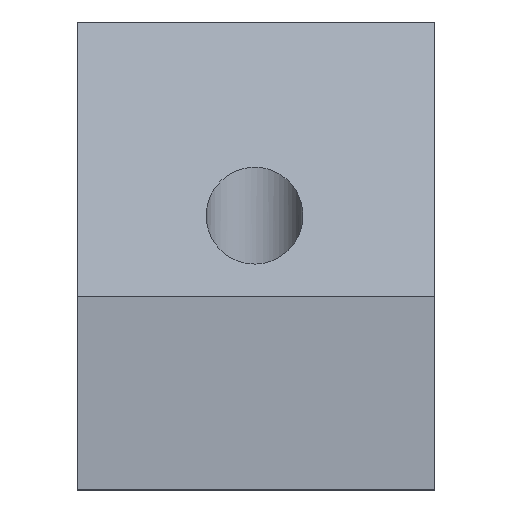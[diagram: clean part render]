
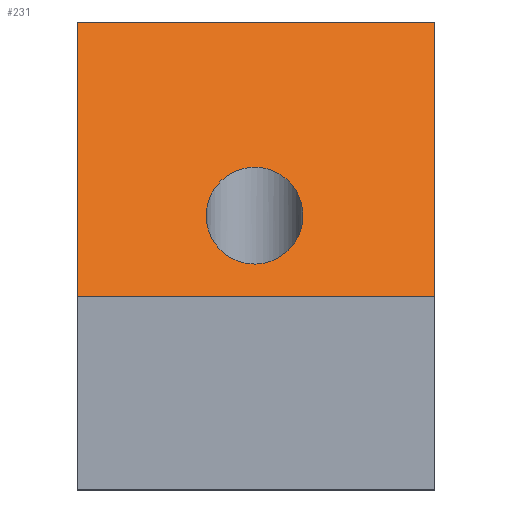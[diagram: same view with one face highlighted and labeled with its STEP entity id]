
A CAD part, left-side view. The second image highlights one B-rep face of the part: STEP entity #231.
In plain terms, the highlighted planar face has unit normal (-0.707, 0, 0.707).
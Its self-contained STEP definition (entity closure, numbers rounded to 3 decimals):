
#19=ELLIPSE('',#263,4.243,3.);
#23=FACE_BOUND('',#52,.T.);
#36=FACE_OUTER_BOUND('',#51,.T.);
#51=EDGE_LOOP('',(#197,#198,#199,#200));
#52=EDGE_LOOP('',(#201));
#69=LINE('',#364,#93);
#74=LINE('',#376,#98);
#76=LINE('',#381,#100);
#78=LINE('',#385,#102);
#93=VECTOR('',#294,10.);
#98=VECTOR('',#307,10.);
#100=VECTOR('',#313,10.);
#102=VECTOR('',#319,10.);
#117=VERTEX_POINT('',#361);
#118=VERTEX_POINT('',#363);
#121=VERTEX_POINT('',#374);
#122=VERTEX_POINT('',#379);
#123=VERTEX_POINT('',#386);
#139=EDGE_CURVE('',#118,#117,#69,.T.);
#146=EDGE_CURVE('',#117,#121,#74,.T.);
#149=EDGE_CURVE('',#121,#122,#76,.T.);
#151=EDGE_CURVE('',#122,#118,#78,.T.);
#152=EDGE_CURVE('',#123,#123,#19,.T.);
#197=ORIENTED_EDGE('',*,*,#149,.T.);
#198=ORIENTED_EDGE('',*,*,#151,.T.);
#199=ORIENTED_EDGE('',*,*,#139,.T.);
#200=ORIENTED_EDGE('',*,*,#146,.T.);
#201=ORIENTED_EDGE('',*,*,#152,.T.);
#221=PLANE('',#262);
#231=ADVANCED_FACE('',(#36,#23),#221,.T.);
#262=AXIS2_PLACEMENT_3D('',#384,#317,#318);
#263=AXIS2_PLACEMENT_3D('',#387,#320,#321);
#294=DIRECTION('',(0.707,0.,0.707));
#307=DIRECTION('',(0.,1.,0.));
#313=DIRECTION('',(-0.707,0.,-0.707));
#317=DIRECTION('center_axis',(-0.707,0.,0.707));
#318=DIRECTION('ref_axis',(0.707,0.,0.707));
#319=DIRECTION('',(0.,-1.,0.));
#320=DIRECTION('center_axis',(0.707,0.,-0.707));
#321=DIRECTION('ref_axis',(0.707,0.,0.707));
#361=CARTESIAN_POINT('',(127.,159.176,123.));
#363=CARTESIAN_POINT('',(110.,159.176,106.));
#364=CARTESIAN_POINT('',(106.723,159.176,102.723));
#374=CARTESIAN_POINT('',(127.,181.353,123.));
#376=CARTESIAN_POINT('',(127.,175.808,123.));
#379=CARTESIAN_POINT('',(110.,181.353,106.));
#381=CARTESIAN_POINT('',(119.777,181.353,115.777));
#384=CARTESIAN_POINT('Origin',(118.5,175.808,114.5));
#385=CARTESIAN_POINT('',(110.,175.808,106.));
#386=CARTESIAN_POINT('',(112.,170.353,108.));
#387=CARTESIAN_POINT('Origin',(115.,170.353,111.));
